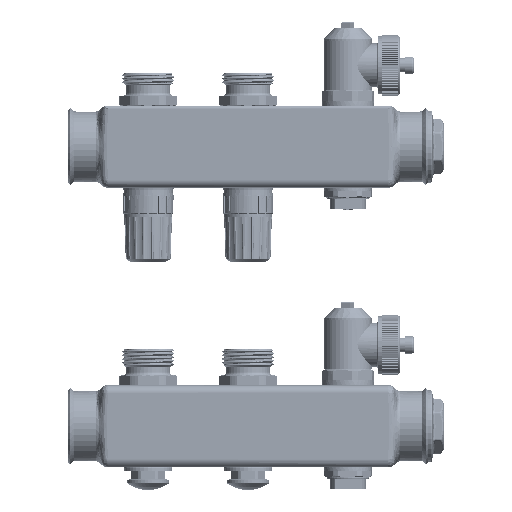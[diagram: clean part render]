
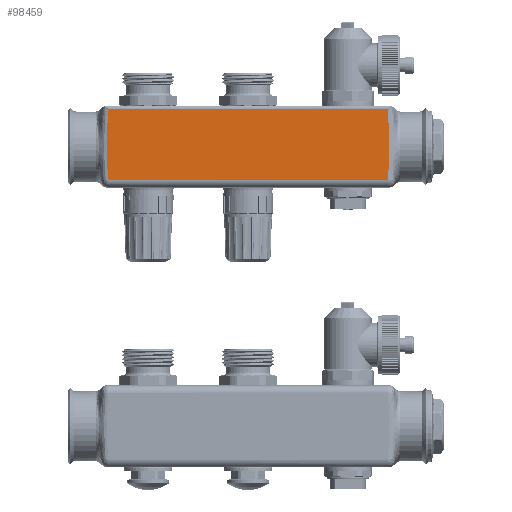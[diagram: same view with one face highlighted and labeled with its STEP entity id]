
A CAD part, front view. The second image highlights one B-rep face of the part: STEP entity #98459.
In plain terms, the highlighted face is planar.
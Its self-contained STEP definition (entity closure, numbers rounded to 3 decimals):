
#94094=DIRECTION('',(-1.,0.,0.));
#94095=VECTOR('',#94094,140.079);
#94096=CARTESIAN_POINT('',(160.039,20.,-18.964));
#94097=LINE('',#94096,#94095);
#94098=CARTESIAN_POINT('',(19.961,20.,-18.964));
#94165=CARTESIAN_POINT('',(160.131,20.,16.5));
#94390=DIRECTION('',(1.,0.,0.));
#94391=VECTOR('',#94390,140.263);
#94392=CARTESIAN_POINT('',(19.869,20.,16.5));
#94393=LINE('',#94392,#94391);
#94394=CARTESIAN_POINT('',(160.039,20.,-18.964));
#94395=CARTESIAN_POINT('',(160.04,20.,-18.951));
#94396=CARTESIAN_POINT('',(160.058,20.,
-18.401));
#94397=CARTESIAN_POINT('',(160.096,20.,
-17.322));
#94398=CARTESIAN_POINT('',(160.162,20.,-15.755));
#94399=CARTESIAN_POINT('',(160.235,20.,-14.269));
#94400=CARTESIAN_POINT('',(160.311,20.,-12.897));
#94401=CARTESIAN_POINT('',(160.385,20.,-11.634));
#94402=CARTESIAN_POINT('',(160.459,20.,-10.434));
#94403=CARTESIAN_POINT('',(160.531,20.,-9.253));
#94404=CARTESIAN_POINT('',(160.6,20.,-8.075));
#94405=CARTESIAN_POINT('',(160.661,20.,-6.903));
#94406=CARTESIAN_POINT('',(160.713,20.,-5.727));
#94407=CARTESIAN_POINT('',(160.757,20.,-4.51));
#94408=CARTESIAN_POINT('',(160.791,20.,-3.214));
#94409=CARTESIAN_POINT('',(160.813,20.,-1.841));
#94410=CARTESIAN_POINT('',(160.824,20.,-0.433));
#94411=CARTESIAN_POINT('',(160.821,20.,0.944));
#94412=CARTESIAN_POINT('',(160.808,20.,2.245));
#94413=CARTESIAN_POINT('',(160.785,20.,3.463));
#94414=CARTESIAN_POINT('',(160.753,20.,4.633));
#94415=CARTESIAN_POINT('',(160.711,20.,5.791));
#94416=CARTESIAN_POINT('',(160.659,20.,6.947));
#94417=CARTESIAN_POINT('',(160.599,20.,8.091));
#94418=CARTESIAN_POINT('',(160.533,20.,9.217));
#94419=CARTESIAN_POINT('',(160.465,20.,10.337));
#94420=CARTESIAN_POINT('',(160.396,20.,11.467));
#94421=CARTESIAN_POINT('',(160.327,20.,12.625));
#94422=CARTESIAN_POINT('',(160.259,20.,13.832));
#94423=CARTESIAN_POINT('',(160.192,20.,15.128));
#94424=CARTESIAN_POINT('',(160.151,20.,16.027));
#94425=CARTESIAN_POINT('',(160.131,20.,16.5));
#94427=CARTESIAN_POINT('',(19.869,20.,16.5));
#94428=CARTESIAN_POINT('',(19.851,20.,16.095));
#94429=CARTESIAN_POINT('',(19.815,20.,15.298));
#94430=CARTESIAN_POINT('',(19.756,20.,14.118));
#94431=CARTESIAN_POINT('',(19.693,20.,12.969));
#94432=CARTESIAN_POINT('',(19.627,20.,11.837));
#94433=CARTESIAN_POINT('',(19.558,20.,10.703));
#94434=CARTESIAN_POINT('',(19.487,20.,9.55));
#94435=CARTESIAN_POINT('',(19.418,20.,8.382));
#94436=CARTESIAN_POINT('',(19.355,20.,7.217));
#94437=CARTESIAN_POINT('',(19.3,20.,6.054));
#94438=CARTESIAN_POINT('',(19.254,20.,4.86));
#94439=CARTESIAN_POINT('',(19.218,20.,3.593));
#94440=CARTESIAN_POINT('',(19.192,20.,2.235));
#94441=CARTESIAN_POINT('',(19.178,20.,0.818));
#94442=CARTESIAN_POINT('',(19.177,20.,-0.595));
#94443=CARTESIAN_POINT('',(19.188,20.,-1.945));
#94444=CARTESIAN_POINT('',(19.21,20.,-3.212));
#94445=CARTESIAN_POINT('',(19.241,20.,-4.423));
#94446=CARTESIAN_POINT('',(19.282,20.,-5.616));
#94447=CARTESIAN_POINT('',(19.334,20.,-6.807));
#94448=CARTESIAN_POINT('',(19.396,20.,-7.992));
#94449=CARTESIAN_POINT('',(19.465,20.,-9.186));
#94450=CARTESIAN_POINT('',(19.541,20.,-10.432));
#94451=CARTESIAN_POINT('',(19.623,20.,-11.77));
#94452=CARTESIAN_POINT('',(19.707,20.,-13.208));
#94453=CARTESIAN_POINT('',(19.788,20.,-14.723));
#94454=CARTESIAN_POINT('',(19.862,20.,-16.311));
#94455=CARTESIAN_POINT('',(19.919,20.,-17.73));
#94456=CARTESIAN_POINT('',(19.95,20.,-18.626));
#94457=CARTESIAN_POINT('',(19.961,20.,-18.964));
#95071=VERTEX_POINT('',#94098);
#95072=VERTEX_POINT('',#94427);
#95389=VERTEX_POINT('',#94165);
#95391=VERTEX_POINT('',#94394);
#98448=CARTESIAN_POINT('',(90.,20.,0.));
#98449=DIRECTION('',(0.,1.,0.));
#98450=DIRECTION('',(1.,0.,0.));
#98451=AXIS2_PLACEMENT_3D('',#98448,#98449,#98450);
#98452=PLANE('',#98451);
#98453=ORIENTED_EDGE('',*,*,#97851,.T.);
#98454=ORIENTED_EDGE('',*,*,#98443,.F.);
#98455=ORIENTED_EDGE('',*,*,#95942,.T.);
#98456=ORIENTED_EDGE('',*,*,#97703,.F.);
#98457=EDGE_LOOP('',(#98453,#98454,#98455,#98456));
#98458=FACE_OUTER_BOUND('',#98457,.F.);
#98459=ADVANCED_FACE('',(#98458),#98452,.T.);
#94426=B_SPLINE_CURVE_WITH_KNOTS('',3,(#94394,#94395,#94396,#94397,#94398,
#94399,#94400,#94401,#94402,#94403,#94404,#94405,#94406,#94407,#94408,#94409,
#94410,#94411,#94412,#94413,#94414,#94415,#94416,#94417,#94418,#94419,#94420,
#94421,#94422,#94423,#94424,#94425),.UNSPECIFIED.,.F.,.F.,(4,1,1,1,1,1,1,1,1,1,
1,1,1,1,1,1,1,1,1,1,1,1,1,1,1,1,1,1,1,4),(0.,0.001,
0.046,0.091,0.133,0.171,
0.206,0.239,0.273,0.306,
0.34,0.373,0.406,0.443,
0.482,0.523,0.562,0.599,
0.632,0.665,0.698,0.731,
0.763,0.795,0.827,0.859,
0.891,0.924,0.96,1.),.UNSPECIFIED.);
#94458=B_SPLINE_CURVE_WITH_KNOTS('',3,(#94427,#94428,#94429,#94430,#94431,
#94432,#94433,#94434,#94435,#94436,#94437,#94438,#94439,#94440,#94441,#94442,
#94443,#94444,#94445,#94446,#94447,#94448,#94449,#94450,#94451,#94452,#94453,
#94454,#94455,#94456,#94457),.UNSPECIFIED.,.F.,.F.,(4,1,1,1,1,1,1,1,1,1,1,1,1,1,
1,1,1,1,1,1,1,1,1,1,1,1,1,1,4),(0.,0.034,0.067,
0.099,0.131,0.162,0.195,
0.229,0.262,0.294,0.328,
0.363,0.402,0.443,0.483,
0.521,0.557,0.59,0.624,
0.658,0.692,0.725,0.759,
0.797,0.838,0.881,0.925,
0.972,1.),.UNSPECIFIED.);
#95942=EDGE_CURVE('',#95072,#95071,#94458,.T.);
#97703=EDGE_CURVE('',#95391,#95071,#94097,.T.);
#97851=EDGE_CURVE('',#95391,#95389,#94426,.T.);
#98443=EDGE_CURVE('',#95072,#95389,#94393,.T.);
